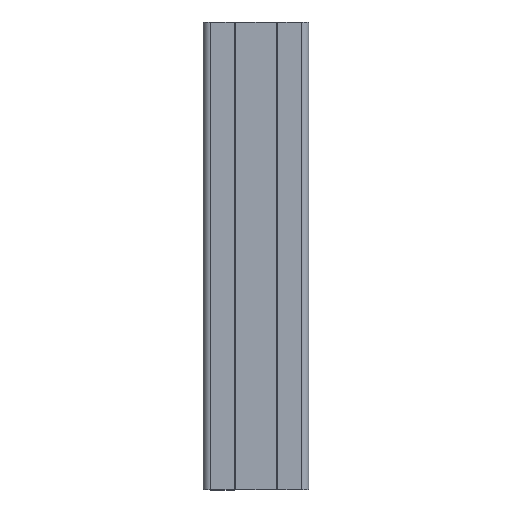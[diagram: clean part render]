
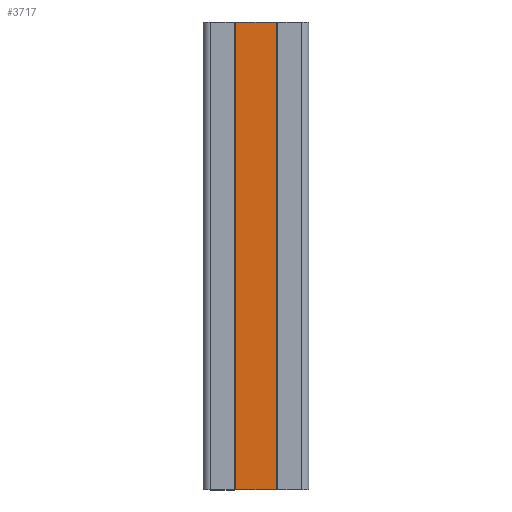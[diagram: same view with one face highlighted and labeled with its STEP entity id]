
A CAD part, top view. The second image highlights one B-rep face of the part: STEP entity #3717.
In plain terms, the highlighted planar face has unit normal (0, 0, 1).
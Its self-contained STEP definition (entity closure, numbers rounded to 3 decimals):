
#91 = CARTESIAN_POINT ( 'NONE',  ( 8.75, 0., 10.75 ) ) ;
#178 = ORIENTED_EDGE ( 'NONE', *, *, #3631, .T. ) ;
#194 = PLANE ( 'NONE',  #2108 ) ;
#424 = ORIENTED_EDGE ( 'NONE', *, *, #4182, .F. ) ;
#607 = CARTESIAN_POINT ( 'NONE',  ( -8.75, 200., 10.75 ) ) ;
#624 = CARTESIAN_POINT ( 'NONE',  ( 8.75, 0., 10.75 ) ) ;
#843 = ORIENTED_EDGE ( 'NONE', *, *, #4578, .T. ) ;
#921 = VERTEX_POINT ( 'NONE', #3242 ) ;
#1309 = DIRECTION ( 'NONE',  ( 0., -1., 0. ) ) ;
#1362 = DIRECTION ( 'NONE',  ( 1., 0., 0. ) ) ;
#1422 = EDGE_CURVE ( 'NONE', #3661, #2076, #2469, .T. ) ;
#1625 = LINE ( 'NONE', #2086, #3935 ) ;
#1724 = DIRECTION ( 'NONE',  ( 1., 0., 0. ) ) ;
#1776 = CARTESIAN_POINT ( 'NONE',  ( -8.75, 0., 10.75 ) ) ;
#1912 = VECTOR ( 'NONE', #4301, 1000. ) ;
#2076 = VERTEX_POINT ( 'NONE', #1776 ) ;
#2086 = CARTESIAN_POINT ( 'NONE',  ( 0., 200., 10.75 ) ) ;
#2108 = AXIS2_PLACEMENT_3D ( 'NONE', #2437, #2788, #1724 ) ;
#2414 = CARTESIAN_POINT ( 'NONE',  ( -8.75, 0., 10.75 ) ) ;
#2437 = CARTESIAN_POINT ( 'NONE',  ( -8.75, 0., 10.75 ) ) ;
#2469 = LINE ( 'NONE', #2414, #4707 ) ;
#2788 = DIRECTION ( 'NONE',  ( 0., 0., 1. ) ) ;
#3138 = FACE_OUTER_BOUND ( 'NONE', #3883, .T. ) ;
#3209 = DIRECTION ( 'NONE',  ( 1., 0., 0. ) ) ;
#3214 = CARTESIAN_POINT ( 'NONE',  ( -8.75, 0., 10.75 ) ) ;
#3242 = CARTESIAN_POINT ( 'NONE',  ( 8.75, 200., 10.75 ) ) ;
#3621 = VERTEX_POINT ( 'NONE', #624 ) ;
#3631 = EDGE_CURVE ( 'NONE', #2076, #3621, #4167, .T. ) ;
#3661 = VERTEX_POINT ( 'NONE', #607 ) ;
#3717 = ADVANCED_FACE ( 'NONE', ( #3138 ), #194, .T. ) ;
#3771 = ORIENTED_EDGE ( 'NONE', *, *, #1422, .T. ) ;
#3883 = EDGE_LOOP ( 'NONE', ( #178, #843, #424, #3771 ) ) ;
#3935 = VECTOR ( 'NONE', #3209, 1000. ) ;
#4167 = LINE ( 'NONE', #3214, #4567 ) ;
#4182 = EDGE_CURVE ( 'NONE', #3661, #921, #1625, .T. ) ;
#4301 = DIRECTION ( 'NONE',  ( 0., 1., 0. ) ) ;
#4567 = VECTOR ( 'NONE', #1362, 1000. ) ;
#4578 = EDGE_CURVE ( 'NONE', #3621, #921, #4730, .T. ) ;
#4707 = VECTOR ( 'NONE', #1309, 1000. ) ;
#4730 = LINE ( 'NONE', #91, #1912 ) ;
